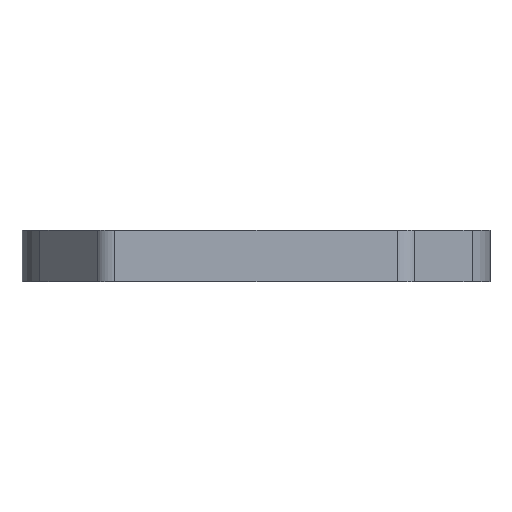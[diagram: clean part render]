
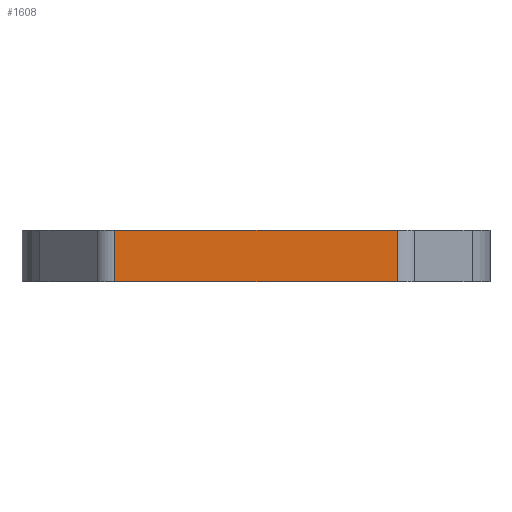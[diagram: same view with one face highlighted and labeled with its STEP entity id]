
A CAD part, left-side view. The second image highlights one B-rep face of the part: STEP entity #1608.
In plain terms, the highlighted planar face has unit normal (-1, 0, 0).
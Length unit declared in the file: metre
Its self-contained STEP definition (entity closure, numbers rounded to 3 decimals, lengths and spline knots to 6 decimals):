
#198=ORIENTED_EDGE('',*,*,#643,.T.);
#199=ORIENTED_EDGE('',*,*,#644,.F.);
#200=ORIENTED_EDGE('',*,*,#645,.F.);
#201=ORIENTED_EDGE('',*,*,#641,.T.);
#641=EDGE_CURVE('',#859,#858,#1026,.T.);
#643=EDGE_CURVE('',#858,#860,#1027,.T.);
#644=EDGE_CURVE('',#861,#860,#1028,.T.);
#645=EDGE_CURVE('',#859,#861,#1029,.T.);
#858=VERTEX_POINT('',#2439);
#859=VERTEX_POINT('',#2441);
#860=VERTEX_POINT('',#2445);
#861=VERTEX_POINT('',#2447);
#1026=LINE('',#2440,#1178);
#1027=LINE('',#2444,#1179);
#1028=LINE('',#2446,#1180);
#1029=LINE('',#2448,#1181);
#1178=VECTOR('',#1943,1.);
#1179=VECTOR('',#1948,1.);
#1180=VECTOR('',#1949,1.);
#1181=VECTOR('',#1950,1.);
#1292=EDGE_LOOP('',(#198,#199,#200,#201));
#1428=FACE_BOUND('',#1292,.T.);
#1562=PLANE('',#1707);
#1608=ADVANCED_FACE('',(#1428),#1562,.F.);
#1707=AXIS2_PLACEMENT_3D('',#2443,#1946,#1947);
#1943=DIRECTION('',(0.,0.,-1.));
#1946=DIRECTION('',(1.,0.,0.));
#1947=DIRECTION('',(0.,1.,0.));
#1948=DIRECTION('',(0.,-1.,0.));
#1949=DIRECTION('',(0.,0.,-1.));
#1950=DIRECTION('',(0.,-1.,0.));
#2439=CARTESIAN_POINT('',(-0.02125,0.0175,0.));
#2440=CARTESIAN_POINT('',(-0.02125,0.0175,0.00635));
#2441=CARTESIAN_POINT('',(-0.02125,0.0175,0.00635));
#2443=CARTESIAN_POINT('',(-0.02125,0.,0.00635));
#2444=CARTESIAN_POINT('',(-0.02125,0.,0.));
#2445=CARTESIAN_POINT('',(-0.02125,-0.0175,0.));
#2446=CARTESIAN_POINT('',(-0.02125,-0.0175,0.00635));
#2447=CARTESIAN_POINT('',(-0.02125,-0.0175,0.00635));
#2448=CARTESIAN_POINT('',(-0.02125,0.,0.00635));
